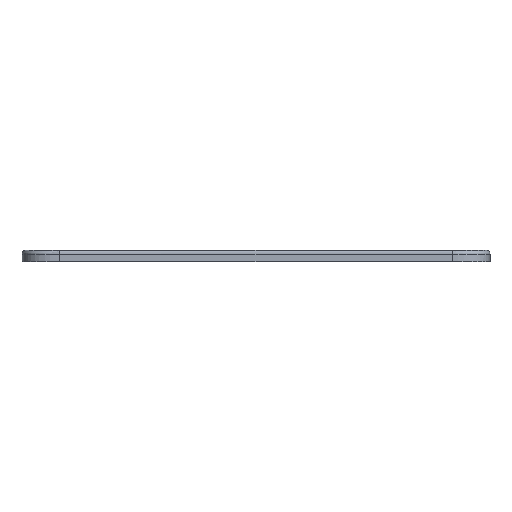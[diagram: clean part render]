
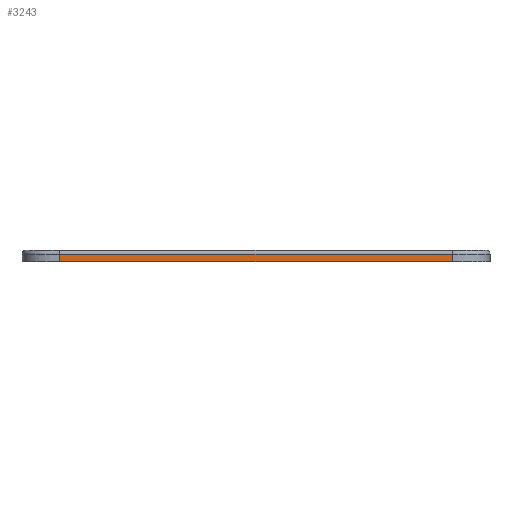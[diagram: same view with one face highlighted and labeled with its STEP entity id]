
A CAD part, left-side view. The second image highlights one B-rep face of the part: STEP entity #3243.
In plain terms, the highlighted planar face has unit normal (-1, 0, 0).
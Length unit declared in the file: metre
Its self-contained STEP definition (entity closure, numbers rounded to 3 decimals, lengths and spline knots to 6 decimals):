
#27=B_SPLINE_CURVE_WITH_KNOTS('',3,(#5141,#5142,#5143,#5144),
 .UNSPECIFIED.,.F.,.F.,(4,4),(0.,0.666667),.UNSPECIFIED.);
#28=B_SPLINE_CURVE_WITH_KNOTS('',3,(#5147,#5148,#5149,#5150),
 .UNSPECIFIED.,.F.,.F.,(4,4),(0.,1.),.UNSPECIFIED.);
#29=B_SPLINE_CURVE_WITH_KNOTS('',3,(#5152,#5153,#5154,#5155),
 .UNSPECIFIED.,.F.,.F.,(4,4),(0.333333,1.),.UNSPECIFIED.);
#684=ORIENTED_EDGE('',*,*,#1504,.T.);
#685=ORIENTED_EDGE('',*,*,#1505,.T.);
#686=ORIENTED_EDGE('',*,*,#1506,.T.);
#687=ORIENTED_EDGE('',*,*,#1507,.T.);
#1504=EDGE_CURVE('',#1856,#1857,#27,.T.);
#1505=EDGE_CURVE('',#1857,#1858,#28,.T.);
#1506=EDGE_CURVE('',#1858,#1859,#29,.T.);
#1507=EDGE_CURVE('',#1859,#1856,#2219,.T.);
#1856=VERTEX_POINT('',#5145);
#1857=VERTEX_POINT('',#5146);
#1858=VERTEX_POINT('',#5151);
#1859=VERTEX_POINT('',#5156);
#2219=LINE('',#5157,#2579);
#2579=VECTOR('',#4232,1.);
#2733=EDGE_LOOP('',(#684,#685,#686,#687));
#2931=FACE_BOUND('',#2733,.T.);
#3098=PLANE('',#3480);
#3243=ADVANCED_FACE('',(#2931),#3098,.F.);
#3480=AXIS2_PLACEMENT_3D('',#5140,#4230,#4231);
#4230=DIRECTION('',(1.,0.,0.));
#4231=DIRECTION('',(0.,0.,-1.));
#4232=DIRECTION('',(0.,-1.,0.));
#5140=CARTESIAN_POINT('',(-0.057456,-0.011101,0.0015));
#5141=CARTESIAN_POINT('',(-0.057456,-0.066989,0.));
#5142=CARTESIAN_POINT('',(-0.057456,-0.066989,0.000333));
#5143=CARTESIAN_POINT('',(-0.057456,-0.066989,0.000667));
#5144=CARTESIAN_POINT('',(-0.057456,-0.066989,0.001));
#5145=CARTESIAN_POINT('',(-0.057456,-0.066989,0.));
#5146=CARTESIAN_POINT('',(-0.057456,-0.066989,0.001));
#5147=CARTESIAN_POINT('',(-0.057456,-0.066989,0.001));
#5148=CARTESIAN_POINT('',(-0.057456,-0.049656,0.001));
#5149=CARTESIAN_POINT('',(-0.057456,-0.032323,0.001));
#5150=CARTESIAN_POINT('',(-0.057456,-0.014989,0.001));
#5151=CARTESIAN_POINT('',(-0.057456,-0.014989,0.001));
#5152=CARTESIAN_POINT('',(-0.057456,-0.014989,0.001));
#5153=CARTESIAN_POINT('',(-0.057456,-0.014989,0.000667));
#5154=CARTESIAN_POINT('',(-0.057456,-0.014989,0.000333));
#5155=CARTESIAN_POINT('',(-0.057456,-0.014989,0.));
#5156=CARTESIAN_POINT('',(-0.057456,-0.014989,0.));
#5157=CARTESIAN_POINT('',(-0.057456,-0.011101,0.));
